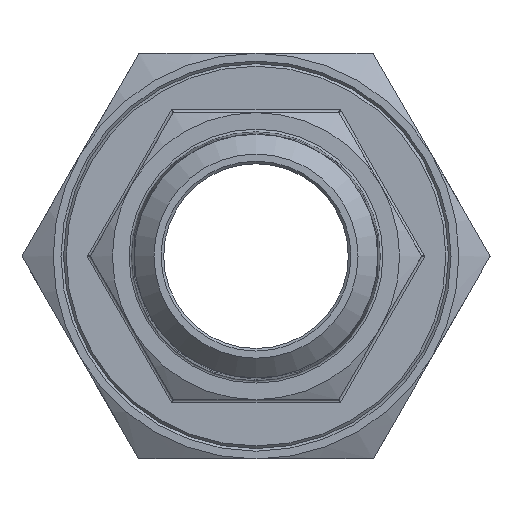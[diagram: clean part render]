
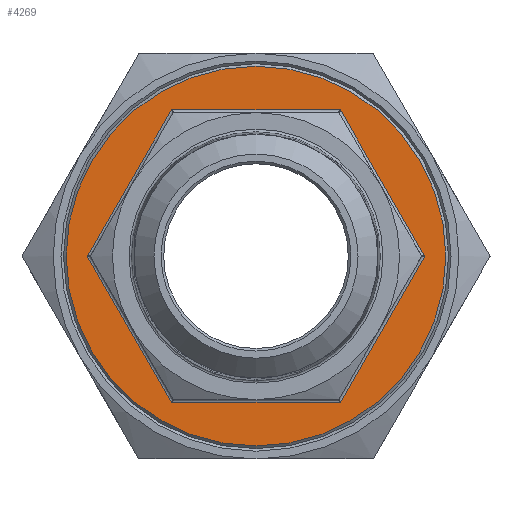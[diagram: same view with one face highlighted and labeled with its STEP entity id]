
A CAD part, left-side view. The second image highlights one B-rep face of the part: STEP entity #4269.
In plain terms, the highlighted planar face has unit normal (-1, 0, 0).
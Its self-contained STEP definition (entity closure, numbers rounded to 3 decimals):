
#1162 = EDGE_LOOP ( 'NONE', ( #13102 ) ) ;
#1637 = EDGE_LOOP ( 'NONE', ( #13098, #13067, #13081, #13059, #13060, #13082 ) ) ;
#1841 = CIRCLE ( 'NONE', #1842, 36.5 ) ;
#1842 = AXIS2_PLACEMENT_3D ( 'NONE', #3478, #3500, #3497 ) ;
#1863 = VECTOR ( 'NONE', #12167, 1000. ) ;
#1875 = VECTOR ( 'NONE', #12271, 1000. ) ;
#1898 = VECTOR ( 'NONE', #12280, 1000. ) ;
#3478 = CARTESIAN_POINT ( 'NONE',  ( -12.25, 0., 0. ) ) ;
#3497 = DIRECTION ( 'NONE',  ( 0., 0., 1. ) ) ;
#3500 = DIRECTION ( 'NONE',  ( -1., 0., 0. ) ) ;
#3818 = CARTESIAN_POINT ( 'NONE',  ( -12.25, 0., 36.5 ) ) ;
#3847 = VERTEX_POINT ( 'NONE', #3818 ) ;
#3854 = VECTOR ( 'NONE', #11832, 1000. ) ;
#3959 = VECTOR ( 'NONE', #11755, 1000. ) ;
#3960 = VECTOR ( 'NONE', #11782, 1000. ) ;
#4269 = ADVANCED_FACE ( 'NONE', ( #5846, #5816 ), #5824, .T. ) ;
#5813 = CARTESIAN_POINT ( 'NONE',  ( -12.25, 0., 0. ) ) ;
#5814 = DIRECTION ( 'NONE',  ( 0., -1., 0. ) ) ;
#5816 = FACE_BOUND ( 'NONE', #1637, .T. ) ;
#5824 = PLANE ( 'NONE',  #6158 ) ;
#5826 = DIRECTION ( 'NONE',  ( -1., 0., 0. ) ) ;
#5846 = FACE_OUTER_BOUND ( 'NONE', #1162, .T. ) ;
#6158 = AXIS2_PLACEMENT_3D ( 'NONE', #5813, #5826, #5814 ) ;
#6723 = VERTEX_POINT ( 'NONE', #10931 ) ;
#6731 = VERTEX_POINT ( 'NONE', #10917 ) ;
#6745 = VERTEX_POINT ( 'NONE', #10902 ) ;
#6770 = VERTEX_POINT ( 'NONE', #11002 ) ;
#6814 = VERTEX_POINT ( 'NONE', #10956 ) ;
#6849 = VERTEX_POINT ( 'NONE', #11050 ) ;
#7557 = EDGE_CURVE ( 'NONE', #6770, #6745, #11790, .T. ) ;
#7560 = EDGE_CURVE ( 'NONE', #6745, #6723, #11777, .T. ) ;
#7577 = EDGE_CURVE ( 'NONE', #6723, #6731, #11822, .T. ) ;
#7667 = EDGE_CURVE ( 'NONE', #6814, #6770, #12165, .T. ) ;
#7679 = EDGE_CURVE ( 'NONE', #6849, #6814, #12221, .T. ) ;
#7693 = EDGE_CURVE ( 'NONE', #6731, #6849, #12309, .T. ) ;
#7760 = EDGE_CURVE ( 'NONE', #3847, #3847, #1841, .T. ) ;
#10902 = CARTESIAN_POINT ( 'NONE',  ( -12.25, 16.224, -28.1 ) ) ;
#10917 = CARTESIAN_POINT ( 'NONE',  ( -12.25, -32.447, 0. ) ) ;
#10931 = CARTESIAN_POINT ( 'NONE',  ( -12.25, -16.224, -28.1 ) ) ;
#10956 = CARTESIAN_POINT ( 'NONE',  ( -12.25, 16.224, 28.1 ) ) ;
#11002 = CARTESIAN_POINT ( 'NONE',  ( -12.25, 32.447, 0. ) ) ;
#11050 = CARTESIAN_POINT ( 'NONE',  ( -12.25, -16.224, 28.1 ) ) ;
#11755 = DIRECTION ( 'NONE',  ( 0., -0.5, -0.866 ) ) ;
#11762 = CARTESIAN_POINT ( 'NONE',  ( -12.25, 28.319, -7.15 ) ) ;
#11771 = CARTESIAN_POINT ( 'NONE',  ( -12.25, 7.967, -28.1 ) ) ;
#11777 = LINE ( 'NONE', #11771, #3960 ) ;
#11782 = DIRECTION ( 'NONE',  ( 0., -1., 0. ) ) ;
#11790 = LINE ( 'NONE', #11762, #3959 ) ;
#11812 = CARTESIAN_POINT ( 'NONE',  ( -12.25, -20.352, -20.95 ) ) ;
#11822 = LINE ( 'NONE', #11812, #3854 ) ;
#11832 = DIRECTION ( 'NONE',  ( 0., -0.5, 0.866 ) ) ;
#12146 = CARTESIAN_POINT ( 'NONE',  ( -12.25, 20.352, 20.95 ) ) ;
#12165 = LINE ( 'NONE', #12146, #1863 ) ;
#12167 = DIRECTION ( 'NONE',  ( 0., 0.5, -0.866 ) ) ;
#12221 = LINE ( 'NONE', #12245, #1875 ) ;
#12245 = CARTESIAN_POINT ( 'NONE',  ( -12.25, -7.967, 28.1 ) ) ;
#12271 = DIRECTION ( 'NONE',  ( 0., 1., 0. ) ) ;
#12280 = DIRECTION ( 'NONE',  ( 0., 0.5, 0.866 ) ) ;
#12309 = LINE ( 'NONE', #12316, #1898 ) ;
#12316 = CARTESIAN_POINT ( 'NONE',  ( -12.25, -28.319, 7.15 ) ) ;
#13059 = ORIENTED_EDGE ( 'NONE', *, *, #7693, .F. ) ;
#13060 = ORIENTED_EDGE ( 'NONE', *, *, #7577, .F. ) ;
#13067 = ORIENTED_EDGE ( 'NONE', *, *, #7667, .F. ) ;
#13081 = ORIENTED_EDGE ( 'NONE', *, *, #7679, .F. ) ;
#13082 = ORIENTED_EDGE ( 'NONE', *, *, #7560, .F. ) ;
#13098 = ORIENTED_EDGE ( 'NONE', *, *, #7557, .F. ) ;
#13102 = ORIENTED_EDGE ( 'NONE', *, *, #7760, .T. ) ;
